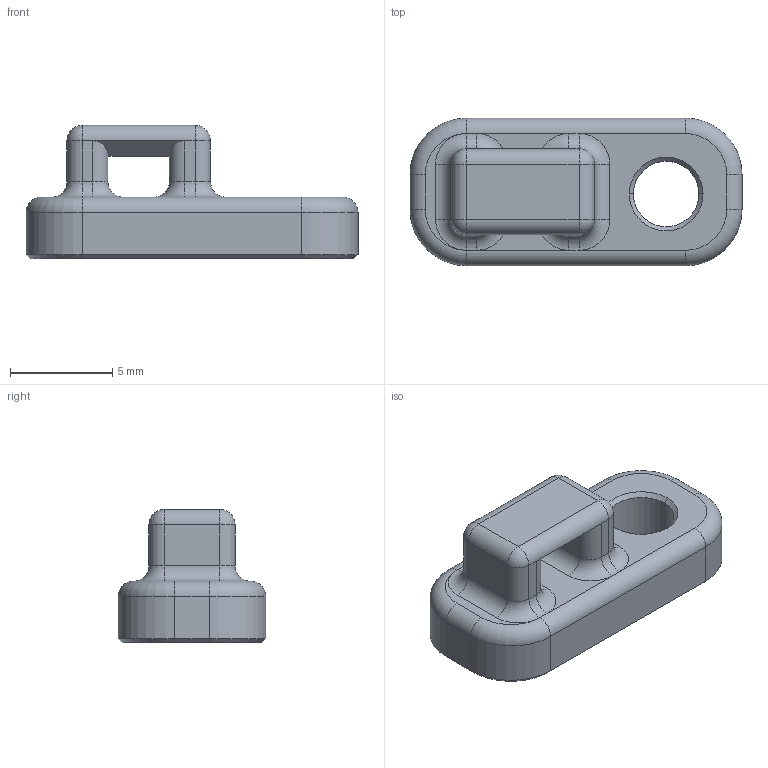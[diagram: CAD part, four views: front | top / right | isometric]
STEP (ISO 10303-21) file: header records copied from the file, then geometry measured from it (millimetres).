
FILE_DESCRIPTION (( 'STEP AP214' ), '1' );
FILE_NAME ('Cable_Clip_Tophat_Corner_x2.STEP', '2021-03-22T14:43:47', ( '' ), ( '' ), 'SwSTEP 2.0', 'SolidWorks 2020', '' );
FILE_SCHEMA (( 'AUTOMOTIVE_DESIGN' ));
Length unit declared in the file: centimetre
Products named in the file (1): Cable_Clip_Tophat_Corner_x2
Bounding box: 16.2 x 7.2 x 6.5 mm (x, y, z)
Volume: 373.9 mm3; surface area: 426.9 mm2
Topology: 1 solids, 1 shells, 76 faces, 168 edges, 88 vertices
Faces by surface type: cylinder 30, plane 24, torus 12, cone 6, sphere 4
Entity records: 2052 total; most frequent: DIRECTION 388, CARTESIAN_POINT 341, ORIENTED_EDGE 328, EDGE_CURVE 164, AXIS2_PLACEMENT_3D 151, VERTEX_POINT 88, LINE 86, VECTOR 86
